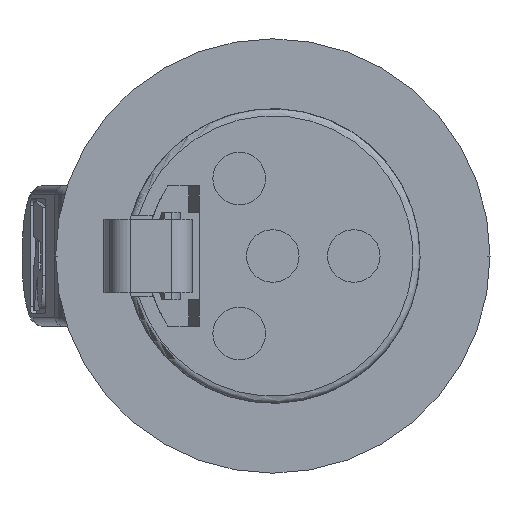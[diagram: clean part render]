
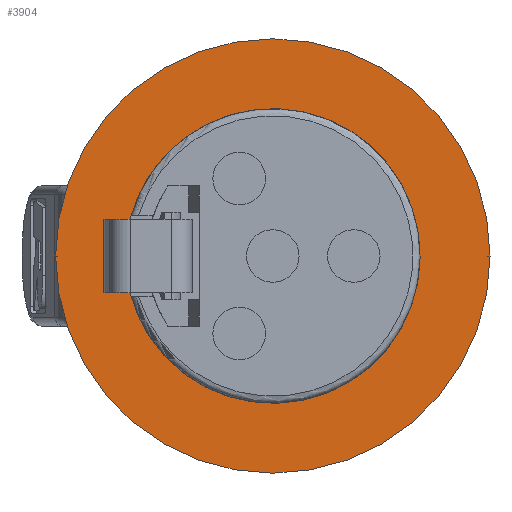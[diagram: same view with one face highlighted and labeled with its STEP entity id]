
A CAD part, left-side view. The second image highlights one B-rep face of the part: STEP entity #3904.
In plain terms, the highlighted planar face has unit normal (-1, 0, 0).
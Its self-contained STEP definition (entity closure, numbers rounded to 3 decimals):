
#878=CARTESIAN_POINT('',(-2.466,0.,0.));
#879=DIRECTION('',(1.,0.,0.));
#880=DIRECTION('',(0.,-1.,0.));
#881=AXIS2_PLACEMENT_3D('',#878,#879,#880);
#883=CARTESIAN_POINT('',(-2.466,0.,0.));
#884=DIRECTION('',(1.,0.,0.));
#885=DIRECTION('',(0.,1.,0.));
#886=AXIS2_PLACEMENT_3D('',#883,#884,#885);
#888=CARTESIAN_POINT('',(-2.466,0.,0.));
#889=DIRECTION('',(-1.,0.,0.));
#890=DIRECTION('',(0.,-1.,0.));
#891=AXIS2_PLACEMENT_3D('',#888,#889,#890);
#893=CARTESIAN_POINT('',(-2.466,0.,0.));
#894=DIRECTION('',(-1.,0.,0.));
#895=DIRECTION('',(0.,0.835,0.55));
#896=AXIS2_PLACEMENT_3D('',#893,#894,#895);
#898=CARTESIAN_POINT('',(-2.466,0.,0.));
#899=DIRECTION('',(-1.,0.,0.));
#900=DIRECTION('',(0.,1.,0.));
#901=AXIS2_PLACEMENT_3D('',#898,#899,#900);
#903=DIRECTION('',(0.,1.,0.));
#904=VECTOR('',#903,0.289);
#905=CARTESIAN_POINT('',(-2.466,3.304,-2.175));
#906=LINE('',#905,#904);
#907=CARTESIAN_POINT('',(-2.466,0.,0.));
#908=DIRECTION('',(-1.,0.,0.));
#909=DIRECTION('',(0.,0.855,-0.518));
#910=AXIS2_PLACEMENT_3D('',#907,#908,#909);
#944=DIRECTION('',(0.,1.,0.));
#945=VECTOR('',#944,0.289);
#946=CARTESIAN_POINT('',(-2.466,3.304,2.175));
#947=LINE('',#946,#945);
#1466=DIRECTION('',(0.,0.,1.));
#1467=VECTOR('',#1466,2.1);
#1468=CARTESIAN_POINT('',(-2.466,4.693,-1.05));
#1469=LINE('',#1468,#1467);
#1474=DIRECTION('',(0.,-1.,0.));
#1475=VECTOR('',#1474,0.304);
#1476=CARTESIAN_POINT('',(-2.466,4.693,1.05));
#1477=LINE('',#1476,#1475);
#1492=DIRECTION('',(0.,0.,-1.));
#1493=VECTOR('',#1492,2.1);
#1494=CARTESIAN_POINT('',(-2.466,4.389,1.05));
#1495=LINE('',#1494,#1493);
#1500=DIRECTION('',(0.,1.,0.));
#1501=VECTOR('',#1500,0.304);
#1502=CARTESIAN_POINT('',(-2.466,4.389,-1.05));
#1503=LINE('',#1502,#1501);
#2579=CARTESIAN_POINT('',(-2.466,-6.196,0.));
#2580=VERTEX_POINT('',#2579);
#2581=CARTESIAN_POINT('',(-2.466,6.196,0.));
#2582=VERTEX_POINT('',#2581);
#2583=CARTESIAN_POINT('',(-2.466,-4.2,0.));
#2584=CARTESIAN_POINT('',(-2.466,3.593,2.175));
#2585=VERTEX_POINT('',#2583);
#2586=VERTEX_POINT('',#2584);
#2587=CARTESIAN_POINT('',(-2.466,3.304,2.175));
#2588=VERTEX_POINT('',#2587);
#2589=CARTESIAN_POINT('',(-2.466,3.956,0.));
#2590=CARTESIAN_POINT('',(-2.466,3.304,-2.175));
#2591=VERTEX_POINT('',#2589);
#2592=VERTEX_POINT('',#2590);
#2593=CARTESIAN_POINT('',(-2.466,3.593,-2.175));
#2594=VERTEX_POINT('',#2593);
#2595=CARTESIAN_POINT('',(-2.466,4.389,1.05));
#2596=CARTESIAN_POINT('',(-2.466,4.389,-1.05));
#2597=VERTEX_POINT('',#2595);
#2598=VERTEX_POINT('',#2596);
#2599=CARTESIAN_POINT('',(-2.466,4.693,1.05));
#2600=VERTEX_POINT('',#2599);
#2601=CARTESIAN_POINT('',(-2.466,4.693,-1.05));
#2602=VERTEX_POINT('',#2601);
#3871=CARTESIAN_POINT('',(-2.466,0.,0.));
#3872=DIRECTION('',(1.,0.,0.));
#3873=DIRECTION('',(0.,-1.,0.));
#3874=AXIS2_PLACEMENT_3D('',#3871,#3872,#3873);
#3875=PLANE('',#3874);
#3876=ORIENTED_EDGE('',*,*,#3853,.T.);
#3877=ORIENTED_EDGE('',*,*,#3864,.T.);
#3878=EDGE_LOOP('',(#3876,#3877));
#3879=FACE_OUTER_BOUND('',#3878,.F.);
#3881=ORIENTED_EDGE('',*,*,#3880,.T.);
#3883=ORIENTED_EDGE('',*,*,#3882,.F.);
#3885=ORIENTED_EDGE('',*,*,#3884,.T.);
#3887=ORIENTED_EDGE('',*,*,#3886,.T.);
#3889=ORIENTED_EDGE('',*,*,#3888,.T.);
#3891=ORIENTED_EDGE('',*,*,#3890,.T.);
#3892=EDGE_LOOP('',(#3881,#3883,#3885,#3887,#3889,#3891));
#3893=FACE_BOUND('',#3892,.F.);
#3895=ORIENTED_EDGE('',*,*,#3894,.F.);
#3897=ORIENTED_EDGE('',*,*,#3896,.F.);
#3899=ORIENTED_EDGE('',*,*,#3898,.F.);
#3901=ORIENTED_EDGE('',*,*,#3900,.F.);
#3902=EDGE_LOOP('',(#3895,#3897,#3899,#3901));
#3903=FACE_BOUND('',#3902,.F.);
#882=CIRCLE('',#881,6.196);
#887=CIRCLE('',#886,6.196);
#892=CIRCLE('',#891,4.2);
#897=CIRCLE('',#896,3.956);
#902=CIRCLE('',#901,3.956);
#911=CIRCLE('',#910,4.2);
#3853=EDGE_CURVE('',#2580,#2582,#882,.T.);
#3864=EDGE_CURVE('',#2582,#2580,#887,.T.);
#3880=EDGE_CURVE('',#2585,#2586,#892,.T.);
#3882=EDGE_CURVE('',#2588,#2586,#947,.T.);
#3884=EDGE_CURVE('',#2588,#2591,#897,.T.);
#3886=EDGE_CURVE('',#2591,#2592,#902,.T.);
#3888=EDGE_CURVE('',#2592,#2594,#906,.T.);
#3890=EDGE_CURVE('',#2594,#2585,#911,.T.);
#3894=EDGE_CURVE('',#2597,#2598,#1495,.T.);
#3896=EDGE_CURVE('',#2600,#2597,#1477,.T.);
#3898=EDGE_CURVE('',#2602,#2600,#1469,.T.);
#3900=EDGE_CURVE('',#2598,#2602,#1503,.T.);
#3904=ADVANCED_FACE('',(#3879,#3893,#3903),#3875,.F.);
